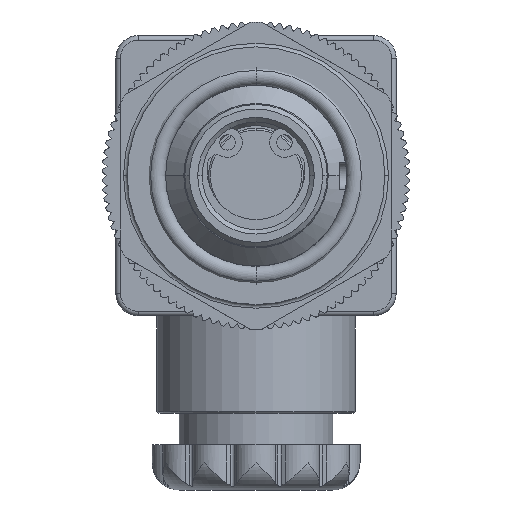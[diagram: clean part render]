
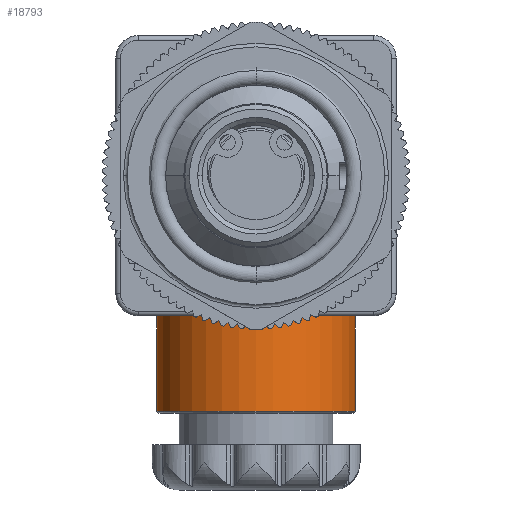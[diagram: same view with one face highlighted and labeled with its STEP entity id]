
A CAD part, front view. The second image highlights one B-rep face of the part: STEP entity #18793.
In plain terms, the highlighted cylindrical face has radius 10.95 mm (diameter 21.9 mm), a partial arc.
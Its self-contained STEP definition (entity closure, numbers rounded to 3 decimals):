
#351 = CIRCLE ( 'NONE', #33587, 10.95 ) ;
#642 = CARTESIAN_POINT ( 'NONE',  ( 0., 62.95, -13.95 ) ) ;
#1599 = DIRECTION ( 'NONE',  ( 1., 0., 0. ) ) ;
#2914 = ORIENTED_EDGE ( 'NONE', *, *, #26355, .T. ) ;
#5093 = AXIS2_PLACEMENT_3D ( 'NONE', #642, #19561, #29970 ) ;
#5513 = CARTESIAN_POINT ( 'NONE',  ( 0., 62.95, -26.25 ) ) ;
#5922 = CARTESIAN_POINT ( 'NONE',  ( -10.95, 62.95, -26.05 ) ) ;
#6055 = VERTEX_POINT ( 'NONE', #41596 ) ;
#10605 = ORIENTED_EDGE ( 'NONE', *, *, #33824, .T. ) ;
#11934 = DIRECTION ( 'NONE',  ( 0., 0., 1. ) ) ;
#15269 = DIRECTION ( 'NONE',  ( 0., 0., 1. ) ) ;
#15680 = EDGE_LOOP ( 'NONE', ( #36677, #2914, #38485, #10605 ) ) ;
#15883 = DIRECTION ( 'NONE',  ( 0., 0., 1. ) ) ;
#16218 = VECTOR ( 'NONE', #11934, 1000. ) ;
#16300 = AXIS2_PLACEMENT_3D ( 'NONE', #5513, #31365, #1599 ) ;
#18241 = EDGE_CURVE ( 'NONE', #32221, #6055, #31461, .T. ) ;
#18793 = ADVANCED_FACE ( 'NONE', ( #31168 ), #34123, .T. ) ;
#19561 = DIRECTION ( 'NONE',  ( 0., 0., -1. ) ) ;
#21051 = CARTESIAN_POINT ( 'NONE',  ( -10.95, 62.95, -26.25 ) ) ;
#22097 = CARTESIAN_POINT ( 'NONE',  ( 10.95, 62.95, -26.05 ) ) ;
#25382 = EDGE_CURVE ( 'NONE', #38688, #42003, #32036, .T. ) ;
#26355 = EDGE_CURVE ( 'NONE', #32221, #38688, #351, .T. ) ;
#29970 = DIRECTION ( 'NONE',  ( 1., 0., 0. ) ) ;
#30832 = CIRCLE ( 'NONE', #5093, 10.95 ) ;
#31168 = FACE_OUTER_BOUND ( 'NONE', #15680, .T. ) ;
#31365 = DIRECTION ( 'NONE',  ( 0., 0., 1. ) ) ;
#31452 = CARTESIAN_POINT ( 'NONE',  ( 10.95, 62.95, -13.95 ) ) ;
#31461 = LINE ( 'NONE', #21051, #16218 ) ;
#32036 = LINE ( 'NONE', #42002, #32124 ) ;
#32124 = VECTOR ( 'NONE', #15883, 1000. ) ;
#32221 = VERTEX_POINT ( 'NONE', #5922 ) ;
#33587 = AXIS2_PLACEMENT_3D ( 'NONE', #38198, #15269, #35274 ) ;
#33824 = EDGE_CURVE ( 'NONE', #42003, #6055, #30832, .T. ) ;
#34123 = CYLINDRICAL_SURFACE ( 'NONE', #16300, 10.95 ) ;
#35274 = DIRECTION ( 'NONE',  ( -1., 0., 0. ) ) ;
#36677 = ORIENTED_EDGE ( 'NONE', *, *, #18241, .F. ) ;
#38198 = CARTESIAN_POINT ( 'NONE',  ( 0., 62.95, -26.05 ) ) ;
#38485 = ORIENTED_EDGE ( 'NONE', *, *, #25382, .T. ) ;
#38688 = VERTEX_POINT ( 'NONE', #22097 ) ;
#41596 = CARTESIAN_POINT ( 'NONE',  ( -10.95, 62.95, -13.95 ) ) ;
#42002 = CARTESIAN_POINT ( 'NONE',  ( 10.95, 62.95, -26.25 ) ) ;
#42003 = VERTEX_POINT ( 'NONE', #31452 ) ;
